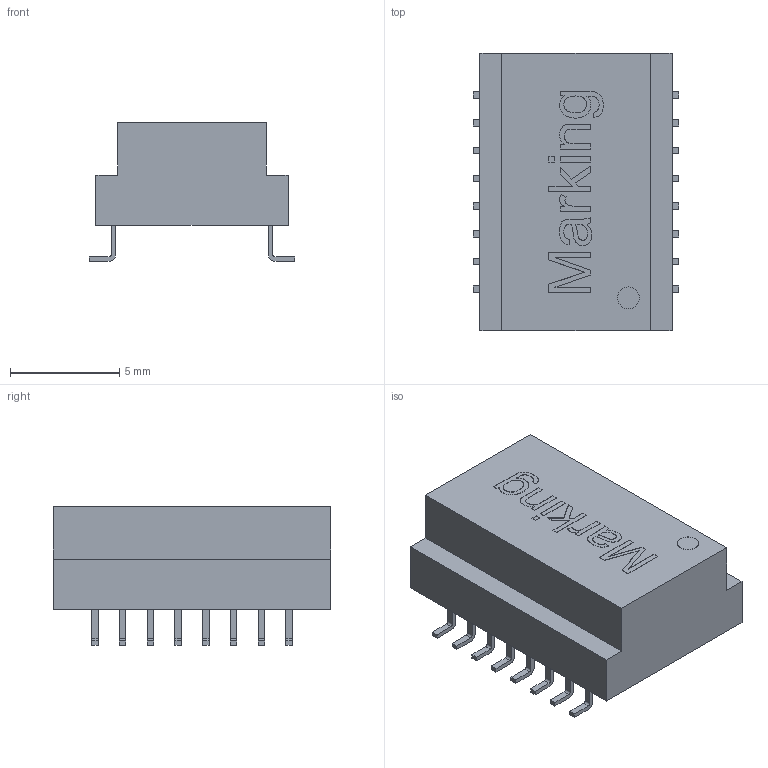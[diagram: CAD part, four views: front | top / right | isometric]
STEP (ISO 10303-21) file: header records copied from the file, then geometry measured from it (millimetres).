
FILE_DESCRIPTION( ( 'Unknown' ), '1' );
FILE_NAME( '7490100110A.stp', 'Unknown', ( 'Unknown' ), ( 'Unknown' ), 'PSStep 17.0.49', 'Unknown', ' ' );
FILE_SCHEMA( ( 'AUTOMOTIVE_DESIGN { 1 0 10303 214 1 1 1 1 }' ) );
Length unit declared in the file: millimetre
Products named in the file (1): 1
Bounding box: 9.4 x 12.7 x 6.35 mm (x, y, z)
Volume: 466.8 mm3; surface area: 457.8 mm2
Topology: 1 solids, 1 shells, 228 faces, 597 edges, 398 vertices
Faces by surface type: plane 179, cylinder 33, extrusion 16
Full cylindrical faces by diameter (mm): 1 x1
Entity records: 9410 total; most frequent: CARTESIAN_POINT 2123, ORIENTED_EDGE 1190, DIRECTION 979, EDGE_CURVE 595, VECTOR 421, LINE 405, VERTEX_POINT 398, AXIS2_PLACEMENT_3D 279
